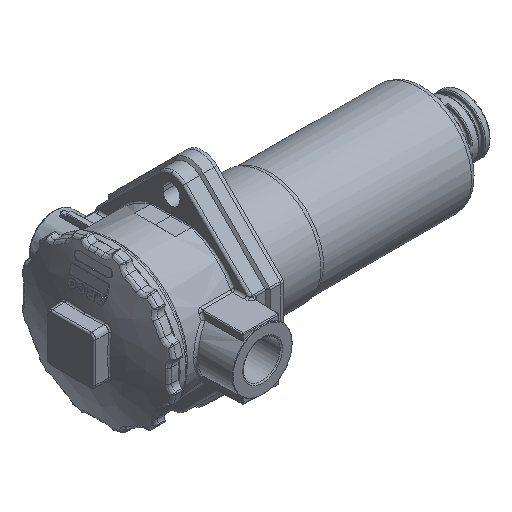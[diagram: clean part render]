
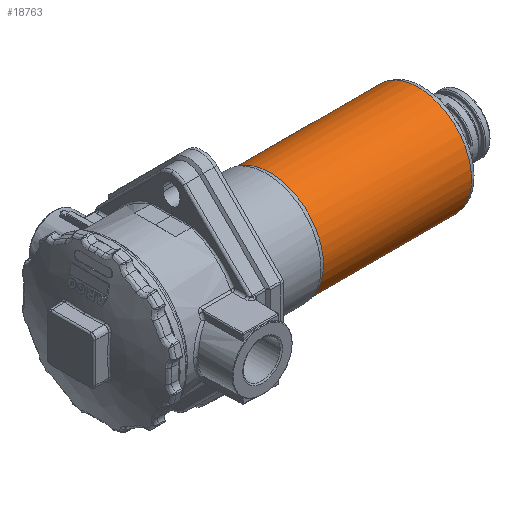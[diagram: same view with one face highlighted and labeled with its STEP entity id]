
A CAD part, isometric view. The second image highlights one B-rep face of the part: STEP entity #18763.
In plain terms, the highlighted free-form (B-spline) face has degree [2, 1] with [7, 2] control points.
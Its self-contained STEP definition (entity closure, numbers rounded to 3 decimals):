
#18653=CARTESIAN_POINT('V1119',(208.145,
   -35.5,0.));
#18654=VERTEX_POINT('V1119',#18653);
#18670=CARTESIAN_POINT('E1825',(208.145,
   -35.5,0.));
#18671=CARTESIAN_POINT('E1825',(208.145,
   -35.5,2.249));
#18672=CARTESIAN_POINT('E1825',(208.145,
   -35.071,6.75));
#18673=CARTESIAN_POINT('E1825',(208.145,
   -33.164,13.255));
#18674=CARTESIAN_POINT('E1825',(208.145,
   -30.061,19.284));
#18675=CARTESIAN_POINT('E1825',(208.145,
   -25.924,24.554));
#18676=CARTESIAN_POINT('E1825',(208.145,
   -20.944,28.91));
#18677=CARTESIAN_POINT('E1825',(208.145,
   -14.529,32.715));
#18678=CARTESIAN_POINT('E1825',(208.145,
   -6.519,35.309));
#18679=CARTESIAN_POINT('E1825',(208.145,
   1.904,35.747));
#18680=CARTESIAN_POINT('E1825',(208.145,
   9.283,34.474));
#18681=CARTESIAN_POINT('E1825',(208.145,
   15.454,32.184));
#18682=CARTESIAN_POINT('E1825',(208.145,
   21.1,28.8));
#18683=CARTESIAN_POINT('E1825',(208.145,
   26.084,24.388));
#18684=CARTESIAN_POINT('E1825',(208.145,
   30.203,19.064));
#18685=CARTESIAN_POINT('E1825',(208.145,
   33.27,12.99));
#18686=CARTESIAN_POINT('E1825',(208.145,
   35.13,6.444));
#18687=CARTESIAN_POINT('E1825',(208.145,
   35.72,-0.401));
#18688=CARTESIAN_POINT('E1825',(208.145,
   34.975,-7.299));
#18689=CARTESIAN_POINT('E1825',(208.145,
   32.879,-13.983));
#18690=CARTESIAN_POINT('E1825',(208.145,
   29.52,-20.128));
#18691=CARTESIAN_POINT('E1825',(208.145,
   24.92,-25.627));
#18692=CARTESIAN_POINT('E1825',(208.145,
   19.17,-30.191));
#18693=CARTESIAN_POINT('E1825',(208.145,
   12.694,-33.404));
#18694=CARTESIAN_POINT('E1825',(208.145,
   5.988,-35.202));
#18695=CARTESIAN_POINT('E1825',(208.145,
   -0.659,-35.701));
#18696=CARTESIAN_POINT('E1825',(208.145,
   -7.284,-34.957));
#18697=CARTESIAN_POINT('E1825',(208.145,
   -13.204,-33.132));
#18698=CARTESIAN_POINT('E1825',(208.145,
   -18.308,-30.565));
#18699=CARTESIAN_POINT('E1825',(208.145,
   -22.596,-27.547));
#18700=CARTESIAN_POINT('E1825',(208.145,
   -26.394,-23.932));
#18701=CARTESIAN_POINT('E1825',(208.145,
   -29.621,-19.799));
#18702=CARTESIAN_POINT('E1825',(208.145,
   -32.206,-15.237));
#18703=CARTESIAN_POINT('E1825',(208.145,
   -34.094,-10.345));
#18704=CARTESIAN_POINT('E1825',(208.145,
   -35.243,-5.229));
#18705=CARTESIAN_POINT('E1825',(208.145,
   -35.5,-1.743));
#18706=CARTESIAN_POINT('E1825',(208.145,
   -35.5,0.));
#18707=B_SPLINE_CURVE_WITH_KNOTS('E1825',3,(#18670,#18671,#18672,
   #18673,#18674,#18675,#18676,#18677,#18678,#18679,#18680,#18681,
   #18682,#18683,#18684,#18685,#18686,#18687,#18688,#18689,#18690,
   #18691,#18692,#18693,#18694,#18695,#18696,#18697,#18698,#18699,
   #18700,#18701,#18702,#18703,#18704,#18705,#18706),.UNSPECIFIED.,
   .T.,.U.,(4,1,1,1,1,1,1,1,1,1,1,1,1,1,1,1,1,1,1,1,1,1,1,1,1,1,1,1,
   1,1,1,1,1,1,4),(2.0,3.143,4.287,
   5.43,6.574,7.676,
   8.779,10.348,11.917,
   13.027,14.138,15.248,
   16.358,17.506,18.653,
   19.801,20.949,22.129,
   23.31,24.491,25.672,
   26.936,28.2,29.325,
   30.449,31.573,32.698,
   33.584,34.47,35.356,
   36.242,37.128,38.014,
   38.9,39.786),.UNSPECIFIED.);
#18708=EDGE_CURVE('E1825',#18654,#18654,#18707,.T.);
#18713=CARTESIAN_POINT('F724',(109.347,
   -35.5,0.));
#18714=CARTESIAN_POINT('F724',(109.347,
   -35.5,-61.488));
#18715=CARTESIAN_POINT('F724',(109.347,
   17.75,-30.744));
#18716=CARTESIAN_POINT('F724',(109.347,71.0,
   0.));
#18717=CARTESIAN_POINT('F724',(109.347,
   17.75,30.744));
#18718=CARTESIAN_POINT('F724',(109.347,
   -35.5,61.488));
#18719=CARTESIAN_POINT('F724',(109.347,
   -35.5,0.));
#18720=CARTESIAN_POINT('F724',(211.215,
   -35.5,0.));
#18721=CARTESIAN_POINT('F724',(211.215,
   -35.5,-61.488));
#18722=CARTESIAN_POINT('F724',(211.215,
   17.75,-30.744));
#18723=CARTESIAN_POINT('F724',(211.215,71.0,
   0.));
#18724=CARTESIAN_POINT('F724',(211.215,
   17.75,30.744));
#18725=CARTESIAN_POINT('F724',(211.215,
   -35.5,61.488));
#18726=CARTESIAN_POINT('F724',(211.215,
   -35.5,0.));
#18734=(BOUNDED_SURFACE()B_SPLINE_SURFACE(2,1,((#18713,#18720),(
   #18714,#18721),(#18715,#18722),(#18716,#18723),(#18717,
   #18724),(#18718,#18725),(#18719,#18726)),.CYLINDRICAL_SURF.,
   .T.,.F.,.U.)B_SPLINE_SURFACE_WITH_KNOTS((3,2,2,3),(2,2),(0.0,
   1.207,2.414,3.622),(0.0,1.0),
   .UNSPECIFIED.)GEOMETRIC_REPRESENTATION_ITEM()
   RATIONAL_B_SPLINE_SURFACE(((1.0,1.0),(0.5,
   0.5),(1.0,1.0),(0.5,
   0.5),(1.0,1.0),(0.5,
   0.5),(1.0,1.0)))REPRESENTATION_ITEM('F724')
   SURFACE());
#18735=ORIENTED_EDGE('F693',*,*,#18708,.T.);
#18736=CARTESIAN_POINT('V1146',(109.347,
   -35.5,0.));
#18737=VERTEX_POINT('V1146',#18736);
#18738=CARTESIAN_POINT('E1891',(208.145,
   -35.5,0.0));
#18739=CARTESIAN_POINT('E1891',(109.347,
   -35.5,0.0));
#18740=B_SPLINE_CURVE_WITH_KNOTS('E1891',1,(#18738,#18739),
   .POLYLINE_FORM.,.F.,.U.,(2,2),(0.03,1.0),
   .UNSPECIFIED.);
#18741=EDGE_CURVE('E1891',#18654,#18737,#18740,.T.);
#18742=ORIENTED_EDGE('E1891',*,*,#18741,.T.);
#18743=CARTESIAN_POINT('E1892',(109.347,
   -35.5,0.));
#18744=CARTESIAN_POINT('E1892',(109.347,
   -35.5,-61.488));
#18745=CARTESIAN_POINT('E1892',(109.347,
   17.75,-30.744));
#18746=CARTESIAN_POINT('E1892',(109.347,71.0,
   0.));
#18747=CARTESIAN_POINT('E1892',(109.347,
   17.75,30.744));
#18748=CARTESIAN_POINT('E1892',(109.347,
   -35.5,61.488));
#18749=CARTESIAN_POINT('E1892',(109.347,
   -35.5,0.));
#18757=(BOUNDED_CURVE()B_SPLINE_CURVE(2,(#18743,#18744,#18745,
   #18746,#18747,#18748,#18749),.CIRCULAR_ARC.,.T.,.U.)
   B_SPLINE_CURVE_WITH_KNOTS((3,2,2,3),(0.0,42.653,
   85.305,127.958),.UNSPECIFIED.)CURVE()
   GEOMETRIC_REPRESENTATION_ITEM()RATIONAL_B_SPLINE_CURVE((1.0,
   0.5,1.0,0.5,1.0,0.5,1.0)
   )REPRESENTATION_ITEM('E1892'));
#18758=EDGE_CURVE('E1892',#18737,#18737,#18757,.T.);
#18759=ORIENTED_EDGE('E1892',*,*,#18758,.T.);
#18760=ORIENTED_EDGE('E1891',*,*,#18741,.F.);
#18761=EDGE_LOOP('F724',(#18735,#18742,#18759,#18760));
#18762=FACE_OUTER_BOUND('F724',#18761,.T.);
#18763=ADVANCED_FACE('F724',(#18762),#18734,.T.);
